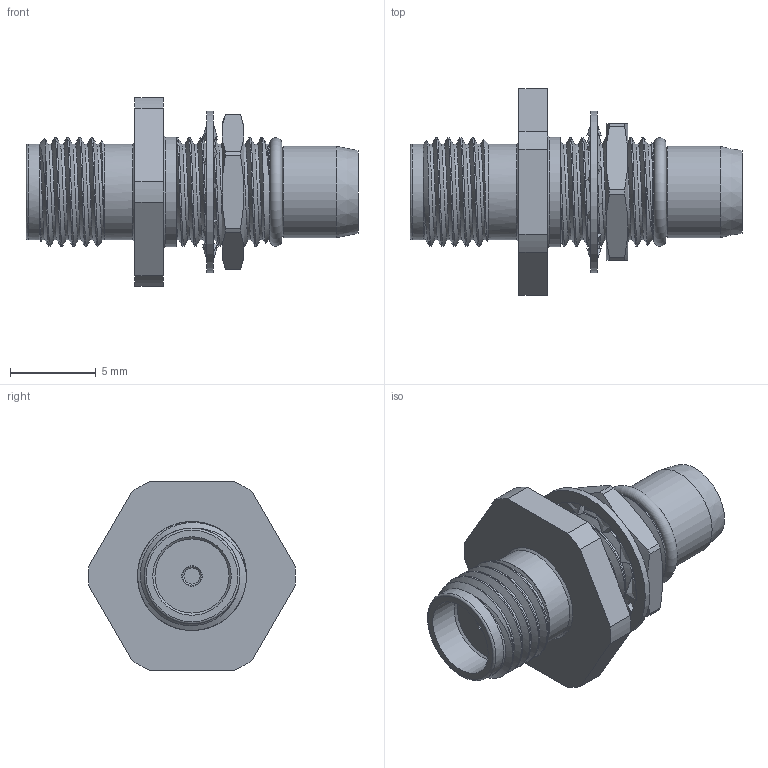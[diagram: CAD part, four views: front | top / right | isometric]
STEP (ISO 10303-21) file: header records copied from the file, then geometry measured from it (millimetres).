
FILE_DESCRIPTION (( 'STEP AP203' ), '1' );
FILE_NAME ('PE91402_3D.step', '2020-11-02T17:15:00', ( '' ), ( '' ), 'SwSTEP 2.0', 'SolidWorks 2018', '' );
FILE_SCHEMA (( 'CONFIG_CONTROL_DESIGN' ));
Length unit declared in the file: inch
Products named in the file (1): PE91402_3D
Bounding box: 19.35 x 12.06 x 11 mm (x, y, z)
Volume: 571.6 mm3; surface area: 1047.4 mm2
Topology: 4 solids, 4 shells, 153 faces, 430 edges, 292 vertices
Faces by surface type: bspline 49, plane 39, cylinder 37, cone 24, torus 4
Full cylindrical faces by diameter (mm): 0.94 x1, 1.016 x1, 1.194 x1, 2.032 x1, 4.064 x1, 4.572 x1, 4.826 x1, 5.334 x1, 5.582 x2, 6.401 x1, 9.398 x1
Entity records: 8841 total; most frequent: CARTESIAN_POINT 5397, ORIENTED_EDGE 796, DIRECTION 520, EDGE_CURVE 398, VERTEX_POINT 284, AXIS2_PLACEMENT_3D 222, B_SPLINE_CURVE_WITH_KNOTS 193, EDGE_LOOP 188
